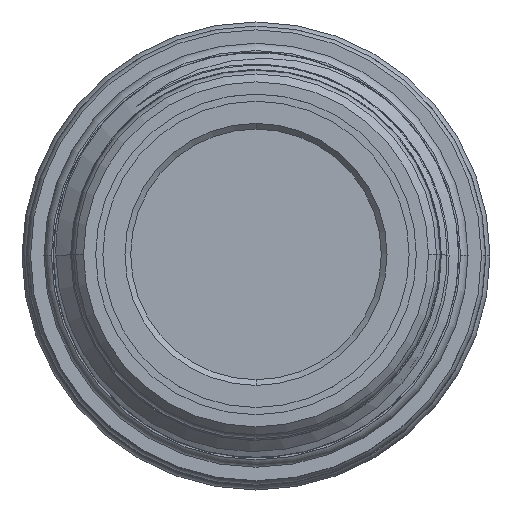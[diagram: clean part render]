
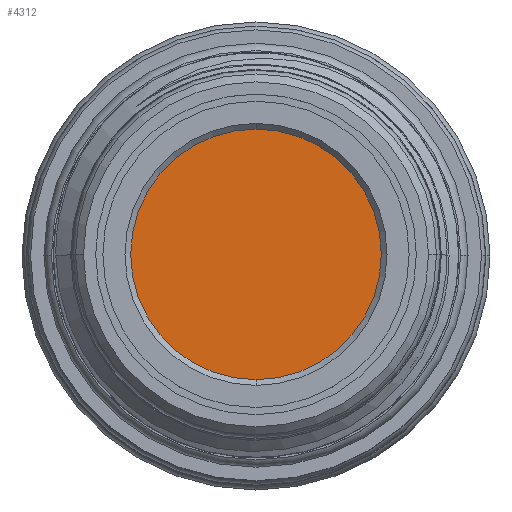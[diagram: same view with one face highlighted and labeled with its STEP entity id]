
A CAD part, top view. The second image highlights one B-rep face of the part: STEP entity #4312.
In plain terms, the highlighted planar face has unit normal (0, 0, 1).
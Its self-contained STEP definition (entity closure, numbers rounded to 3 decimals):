
#22 = PLANE ( 'NONE',  #5814 ) ;
#557 = ORIENTED_EDGE ( 'NONE', *, *, #2468, .T. ) ;
#1014 = EDGE_CURVE ( 'NONE', #5257, #7368, #2419, .T. ) ;
#1503 = DIRECTION ( 'NONE',  ( 0., 1., 0. ) ) ;
#1732 = DIRECTION ( 'NONE',  ( 0., 0., 1. ) ) ;
#1814 = CARTESIAN_POINT ( 'NONE',  ( 0., 0., 29.053 ) ) ;
#2168 = CARTESIAN_POINT ( 'NONE',  ( 0., 14.794, 29.053 ) ) ;
#2419 = CIRCLE ( 'NONE', #8073, 11.025 ) ;
#2468 = EDGE_CURVE ( 'NONE', #7368, #5257, #7925, .T. ) ;
#2750 = ORIENTED_EDGE ( 'NONE', *, *, #1014, .T. ) ;
#2779 = DIRECTION ( 'NONE',  ( 0., 1., 0. ) ) ;
#4107 = DIRECTION ( 'NONE',  ( 0., 0., -1. ) ) ;
#4312 = ADVANCED_FACE ( 'NONE', ( #6020 ), #22, .F. ) ;
#4720 = CARTESIAN_POINT ( 'NONE',  ( 0., 11.025, 29.053 ) ) ;
#5257 = VERTEX_POINT ( 'NONE', #7184 ) ;
#5814 = AXIS2_PLACEMENT_3D ( 'NONE', #2168, #4107, #1503 ) ;
#6020 = FACE_OUTER_BOUND ( 'NONE', #8564, .T. ) ;
#6386 = DIRECTION ( 'NONE',  ( 0., 1., 0. ) ) ;
#6790 = DIRECTION ( 'NONE',  ( 0., 0., 1. ) ) ;
#6933 = AXIS2_PLACEMENT_3D ( 'NONE', #1814, #1732, #6386 ) ;
#7184 = CARTESIAN_POINT ( 'NONE',  ( 0., -11.025, 29.053 ) ) ;
#7323 = CARTESIAN_POINT ( 'NONE',  ( 0., 0., 29.053 ) ) ;
#7368 = VERTEX_POINT ( 'NONE', #4720 ) ;
#7925 = CIRCLE ( 'NONE', #6933, 11.025 ) ;
#8073 = AXIS2_PLACEMENT_3D ( 'NONE', #7323, #6790, #2779 ) ;
#8564 = EDGE_LOOP ( 'NONE', ( #2750, #557 ) ) ;
